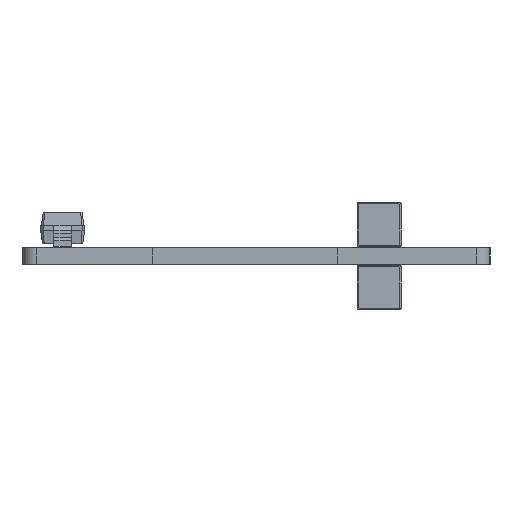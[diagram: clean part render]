
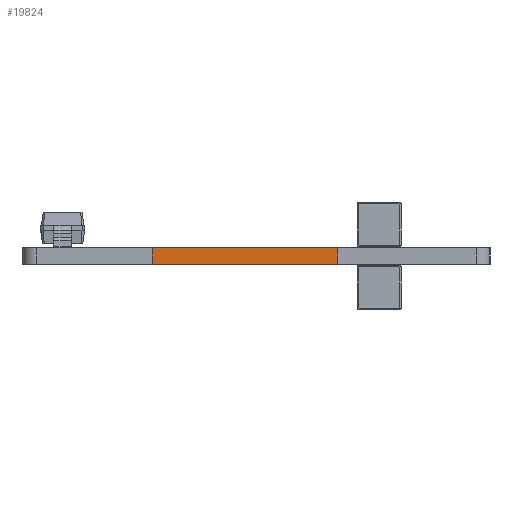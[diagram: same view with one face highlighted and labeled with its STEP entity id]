
A CAD part, front view. The second image highlights one B-rep face of the part: STEP entity #19824.
In plain terms, the highlighted planar face has unit normal (0.002, -1, 0).
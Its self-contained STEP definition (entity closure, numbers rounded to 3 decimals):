
#5924 = PLANE('',#5925);
#5925 = AXIS2_PLACEMENT_3D('',#5926,#5927,#5928);
#5926 = CARTESIAN_POINT('',(122.299,-116.174,0.6));
#5927 = DIRECTION('',(0.,0.,-1.));
#5928 = DIRECTION('',(-1.,0.,0.));
#5983 = PLANE('',#5984);
#5984 = AXIS2_PLACEMENT_3D('',#5985,#5986,#5987);
#5985 = CARTESIAN_POINT('',(122.299,-116.174,0.));
#5986 = DIRECTION('',(0.,0.,-1.));
#5987 = DIRECTION('',(-1.,0.,0.));
#7011 = VERTEX_POINT('',#7012);
#7012 = CARTESIAN_POINT('',(125.264,-184.61,0.));
#7031 = CYLINDRICAL_SURFACE('',#7032,1.125);
#7032 = AXIS2_PLACEMENT_3D('',#7033,#7034,#7035);
#7033 = CARTESIAN_POINT('',(125.262,-183.485,0.));
#7034 = DIRECTION('',(0.,0.,-1.));
#7035 = DIRECTION('',(1.,0.,0.));
#7043 = EDGE_CURVE('',#7044,#7011,#7046,.T.);
#7044 = VERTEX_POINT('',#7045);
#7045 = CARTESIAN_POINT('',(118.514,-184.622,0.));
#7046 = SURFACE_CURVE('',#7047,(#7051,#7058),.PCURVE_S1.);
#7047 = LINE('',#7048,#7049);
#7048 = CARTESIAN_POINT('',(118.514,-184.622,0.));
#7049 = VECTOR('',#7050,1.);
#7050 = DIRECTION('',(1.,0.002,0.));
#7051 = PCURVE('',#5983,#7052);
#7052 = DEFINITIONAL_REPRESENTATION('',(#7053),#7057);
#7053 = LINE('',#7054,#7055);
#7054 = CARTESIAN_POINT('',(3.785,-68.447));
#7055 = VECTOR('',#7056,1.);
#7056 = DIRECTION('',(-1.,0.002));
#7057 = ( GEOMETRIC_REPRESENTATION_CONTEXT(2) 
PARAMETRIC_REPRESENTATION_CONTEXT() REPRESENTATION_CONTEXT('2D SPACE',''
  ) );
#7058 = PCURVE('',#7059,#7064);
#7059 = PLANE('',#7060);
#7060 = AXIS2_PLACEMENT_3D('',#7061,#7062,#7063);
#7061 = CARTESIAN_POINT('',(118.514,-184.622,0.));
#7062 = DIRECTION('',(-0.002,1.,0.));
#7063 = DIRECTION('',(1.,0.002,0.));
#7064 = DEFINITIONAL_REPRESENTATION('',(#7065),#7069);
#7065 = LINE('',#7066,#7067);
#7066 = CARTESIAN_POINT('',(0.,0.));
#7067 = VECTOR('',#7068,1.);
#7068 = DIRECTION('',(1.,0.));
#7069 = ( GEOMETRIC_REPRESENTATION_CONTEXT(2) 
PARAMETRIC_REPRESENTATION_CONTEXT() REPRESENTATION_CONTEXT('2D SPACE',''
  ) );
#7092 = CYLINDRICAL_SURFACE('',#7093,1.125);
#7093 = AXIS2_PLACEMENT_3D('',#7094,#7095,#7096);
#7094 = CARTESIAN_POINT('',(118.512,-183.497,0.));
#7095 = DIRECTION('',(0.,0.,-1.));
#7096 = DIRECTION('',(1.,0.,0.));
#13419 = VERTEX_POINT('',#13420);
#13420 = CARTESIAN_POINT('',(125.264,-184.61,0.6));
#13446 = EDGE_CURVE('',#13447,#13419,#13449,.T.);
#13447 = VERTEX_POINT('',#13448);
#13448 = CARTESIAN_POINT('',(118.514,-184.622,0.6));
#13449 = SURFACE_CURVE('',#13450,(#13454,#13461),.PCURVE_S1.);
#13450 = LINE('',#13451,#13452);
#13451 = CARTESIAN_POINT('',(118.514,-184.622,0.6));
#13452 = VECTOR('',#13453,1.);
#13453 = DIRECTION('',(1.,0.002,0.));
#13454 = PCURVE('',#5924,#13455);
#13455 = DEFINITIONAL_REPRESENTATION('',(#13456),#13460);
#13456 = LINE('',#13457,#13458);
#13457 = CARTESIAN_POINT('',(3.785,-68.447));
#13458 = VECTOR('',#13459,1.);
#13459 = DIRECTION('',(-1.,0.002));
#13460 = ( GEOMETRIC_REPRESENTATION_CONTEXT(2) 
PARAMETRIC_REPRESENTATION_CONTEXT() REPRESENTATION_CONTEXT('2D SPACE',''
  ) );
#13461 = PCURVE('',#7059,#13462);
#13462 = DEFINITIONAL_REPRESENTATION('',(#13463),#13467);
#13463 = LINE('',#13464,#13465);
#13464 = CARTESIAN_POINT('',(0.,-0.6));
#13465 = VECTOR('',#13466,1.);
#13466 = DIRECTION('',(1.,0.));
#13467 = ( GEOMETRIC_REPRESENTATION_CONTEXT(2) 
PARAMETRIC_REPRESENTATION_CONTEXT() REPRESENTATION_CONTEXT('2D SPACE',''
  ) );
#19776 = EDGE_CURVE('',#7011,#13419,#19777,.T.);
#19777 = SURFACE_CURVE('',#19778,(#19782,#19789),.PCURVE_S1.);
#19778 = LINE('',#19779,#19780);
#19779 = CARTESIAN_POINT('',(125.264,-184.61,0.));
#19780 = VECTOR('',#19781,1.);
#19781 = DIRECTION('',(0.,0.,1.));
#19782 = PCURVE('',#7031,#19783);
#19783 = DEFINITIONAL_REPRESENTATION('',(#19784),#19788);
#19784 = LINE('',#19785,#19786);
#19785 = CARTESIAN_POINT('',(-4.714,0.));
#19786 = VECTOR('',#19787,1.);
#19787 = DIRECTION('',(0.,-1.));
#19788 = ( GEOMETRIC_REPRESENTATION_CONTEXT(2) 
PARAMETRIC_REPRESENTATION_CONTEXT() REPRESENTATION_CONTEXT('2D SPACE',''
  ) );
#19789 = PCURVE('',#7059,#19790);
#19790 = DEFINITIONAL_REPRESENTATION('',(#19791),#19795);
#19791 = LINE('',#19792,#19793);
#19792 = CARTESIAN_POINT('',(6.75,0.));
#19793 = VECTOR('',#19794,1.);
#19794 = DIRECTION('',(0.,-1.));
#19795 = ( GEOMETRIC_REPRESENTATION_CONTEXT(2) 
PARAMETRIC_REPRESENTATION_CONTEXT() REPRESENTATION_CONTEXT('2D SPACE',''
  ) );
#19824 = ADVANCED_FACE('',(#19825),#7059,.F.);
#19825 = FACE_BOUND('',#19826,.F.);
#19826 = EDGE_LOOP('',(#19827,#19848,#19849,#19850));
#19827 = ORIENTED_EDGE('',*,*,#19828,.T.);
#19828 = EDGE_CURVE('',#7044,#13447,#19829,.T.);
#19829 = SURFACE_CURVE('',#19830,(#19834,#19841),.PCURVE_S1.);
#19830 = LINE('',#19831,#19832);
#19831 = CARTESIAN_POINT('',(118.514,-184.622,0.));
#19832 = VECTOR('',#19833,1.);
#19833 = DIRECTION('',(0.,0.,1.));
#19834 = PCURVE('',#7059,#19835);
#19835 = DEFINITIONAL_REPRESENTATION('',(#19836),#19840);
#19836 = LINE('',#19837,#19838);
#19837 = CARTESIAN_POINT('',(0.,0.));
#19838 = VECTOR('',#19839,1.);
#19839 = DIRECTION('',(0.,-1.));
#19840 = ( GEOMETRIC_REPRESENTATION_CONTEXT(2) 
PARAMETRIC_REPRESENTATION_CONTEXT() REPRESENTATION_CONTEXT('2D SPACE',''
  ) );
#19841 = PCURVE('',#7092,#19842);
#19842 = DEFINITIONAL_REPRESENTATION('',(#19843),#19847);
#19843 = LINE('',#19844,#19845);
#19844 = CARTESIAN_POINT('',(-4.714,0.));
#19845 = VECTOR('',#19846,1.);
#19846 = DIRECTION('',(0.,-1.));
#19847 = ( GEOMETRIC_REPRESENTATION_CONTEXT(2) 
PARAMETRIC_REPRESENTATION_CONTEXT() REPRESENTATION_CONTEXT('2D SPACE',''
  ) );
#19848 = ORIENTED_EDGE('',*,*,#13446,.T.);
#19849 = ORIENTED_EDGE('',*,*,#19776,.F.);
#19850 = ORIENTED_EDGE('',*,*,#7043,.F.);
